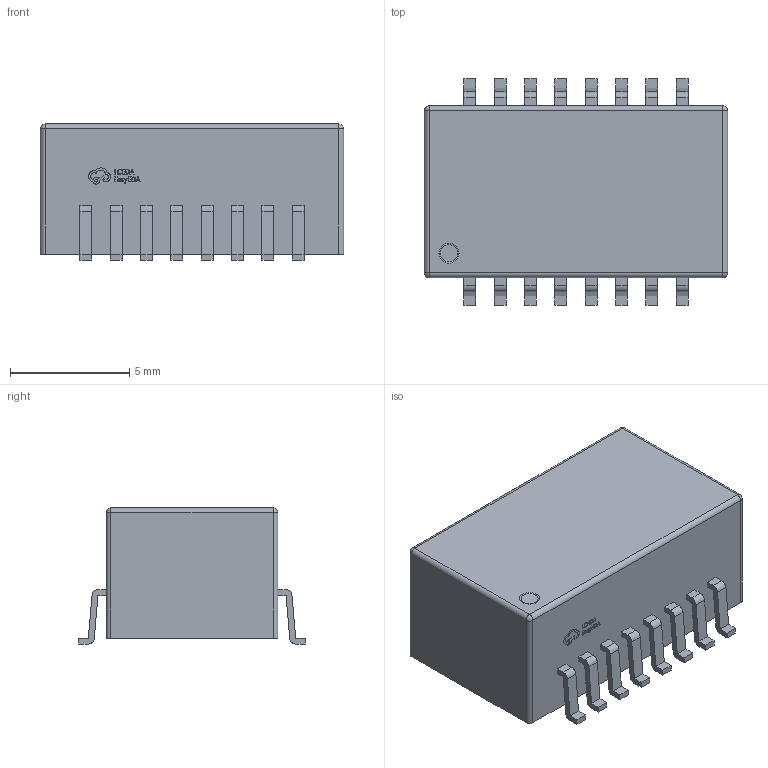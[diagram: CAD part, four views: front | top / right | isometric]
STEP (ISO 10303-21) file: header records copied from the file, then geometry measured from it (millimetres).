
FILE_DESCRIPTION (( 'STEP AP214' ), '1' );
FILE_NAME ('3D_PCB2_2024-03-27-HY_end.STEP', '2024-03-27T13:36:51', ( '' ), ( '' ), 'SwSTEP 2.0', 'SolidWorks 2018', '' );
FILE_SCHEMA (( 'AUTOMOTIVE_DESIGN' ));
Length unit declared in the file: millimetre
Products named in the file (5): T1.step; XFMR-SMD_HY601745E.step; 3D_PCB2_2024-03-27-HY.step; COMPOUND.step; 3D_PCB2_2024-03-27-HY_end
Assembly tree (4 placements, depth 5):
  3D_PCB2_2024-03-27-HY_end
    3D_PCB2_2024-03-27-HY.step
      T1.step
        XFMR-SMD_HY601745E.step
          COMPOUND.step
Bounding box: 12.7 x 9.5 x 5.7 mm (x, y, z)
Volume: 503.7 mm3; surface area: 465.6 mm2
Topology: 14 solids, 14 shells, 487 faces, 1297 edges, 858 vertices
Faces by surface type: plane 329, bspline 112, cylinder 40, sphere 4, torus 2
Entity records: 16707 total; most frequent: CARTESIAN_POINT 4752, ORIENTED_EDGE 2586, DIRECTION 1921, EDGE_CURVE 1293, LINE 979, VECTOR 979, VERTEX_POINT 858, EDGE_LOOP 523
